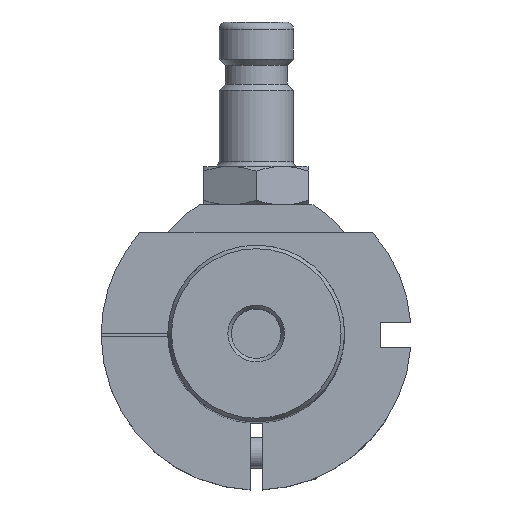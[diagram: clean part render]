
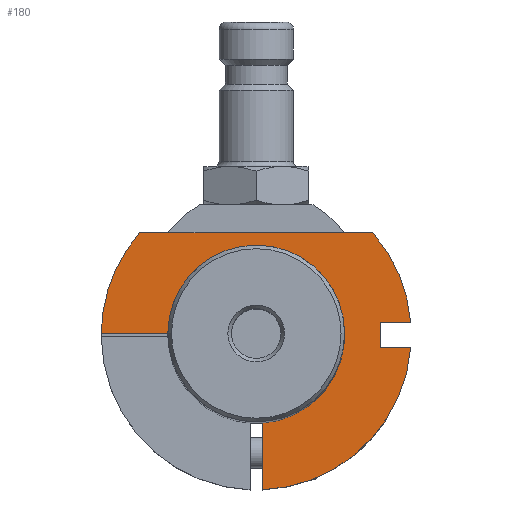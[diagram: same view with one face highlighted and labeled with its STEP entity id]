
A CAD part, top view. The second image highlights one B-rep face of the part: STEP entity #180.
In plain terms, the highlighted planar face has unit normal (0, 0, 1).
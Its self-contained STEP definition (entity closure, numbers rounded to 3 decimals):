
#128=FACE_OUTER_BOUND('',#437,.T.);
#180=ADVANCED_FACE('',(#128),#253,.T.);
#253=PLANE('',#1272);
#297=CIRCLE('',#1244,14.25);
#307=CIRCLE('',#1259,25.);
#314=CIRCLE('',#1269,25.);
#315=CIRCLE('',#1271,25.);
#437=EDGE_LOOP('',(#593,#594,#595,#596,#597,#598,#599,#600,#601,#602));
#593=ORIENTED_EDGE('',*,*,#1008,.T.);
#594=ORIENTED_EDGE('',*,*,#976,.F.);
#595=ORIENTED_EDGE('',*,*,#1009,.F.);
#596=ORIENTED_EDGE('',*,*,#1010,.F.);
#597=ORIENTED_EDGE('',*,*,#1011,.T.);
#598=ORIENTED_EDGE('',*,*,#1012,.F.);
#599=ORIENTED_EDGE('',*,*,#1013,.F.);
#600=ORIENTED_EDGE('',*,*,#1006,.F.);
#601=ORIENTED_EDGE('',*,*,#1014,.T.);
#602=ORIENTED_EDGE('',*,*,#990,.F.);
#869=VERTEX_POINT('',#1796);
#870=VERTEX_POINT('',#1798);
#881=VERTEX_POINT('',#1827);
#882=VERTEX_POINT('',#1829);
#893=VERTEX_POINT('',#1858);
#894=VERTEX_POINT('',#1860);
#895=VERTEX_POINT('',#1865);
#896=VERTEX_POINT('',#1867);
#897=VERTEX_POINT('',#1869);
#898=VERTEX_POINT('',#1871);
#976=EDGE_CURVE('',#869,#870,#297,.T.);
#990=EDGE_CURVE('',#881,#882,#307,.T.);
#1006=EDGE_CURVE('',#893,#894,#314,.T.);
#1008=EDGE_CURVE('',#881,#870,#1136,.T.);
#1009=EDGE_CURVE('',#895,#869,#1137,.T.);
#1010=EDGE_CURVE('',#896,#895,#315,.T.);
#1011=EDGE_CURVE('',#896,#897,#1138,.T.);
#1012=EDGE_CURVE('',#898,#897,#1139,.T.);
#1013=EDGE_CURVE('',#894,#898,#1140,.T.);
#1014=EDGE_CURVE('',#893,#882,#1141,.T.);
#1136=LINE('',#1863,#1195);
#1137=LINE('',#1864,#1196);
#1138=LINE('',#1868,#1197);
#1139=LINE('',#1870,#1198);
#1140=LINE('',#1872,#1199);
#1141=LINE('',#1873,#1200);
#1195=VECTOR('',#1491,1.);
#1196=VECTOR('',#1492,1.);
#1197=VECTOR('',#1495,1.);
#1198=VECTOR('',#1496,1.);
#1199=VECTOR('',#1497,1.);
#1200=VECTOR('',#1498,1.);
#1244=AXIS2_PLACEMENT_3D('',#1797,#1423,#1424);
#1259=AXIS2_PLACEMENT_3D('',#1828,#1457,#1458);
#1269=AXIS2_PLACEMENT_3D('',#1859,#1486,#1487);
#1271=AXIS2_PLACEMENT_3D('',#1866,#1493,#1494);
#1272=AXIS2_PLACEMENT_3D('',#1874,#1499,#1500);
#1423=DIRECTION('',(0.,0.,1.));
#1424=DIRECTION('',(0.,-1.,0.));
#1457=DIRECTION('',(0.,0.,-1.));
#1458=DIRECTION('',(0.,1.,0.));
#1486=DIRECTION('',(0.,0.,-1.));
#1487=DIRECTION('',(0.,1.,0.));
#1491=DIRECTION('',(1.,0.,0.));
#1492=DIRECTION('',(0.,1.,0.));
#1493=DIRECTION('',(0.,0.,-1.));
#1494=DIRECTION('',(0.,1.,0.));
#1495=DIRECTION('',(-1.,0.,0.));
#1496=DIRECTION('',(0.,-1.,0.));
#1497=DIRECTION('',(-1.,0.,0.));
#1498=DIRECTION('',(-1.,0.,0.));
#1499=DIRECTION('',(0.,0.,1.));
#1500=DIRECTION('',(0.,-1.,0.));
#1796=CARTESIAN_POINT('',(1.,-14.215,0.));
#1797=CARTESIAN_POINT('',(0.,0.,0.));
#1798=CARTESIAN_POINT('',(-14.248,0.25,0.));
#1827=CARTESIAN_POINT('',(-24.999,0.25,0.));
#1828=CARTESIAN_POINT('',(0.,0.,
0.));
#1829=CARTESIAN_POINT('',(-18.782,16.5,0.));
#1858=CARTESIAN_POINT('',(18.782,16.5,0.));
#1859=CARTESIAN_POINT('',(0.,0.,
0.));
#1860=CARTESIAN_POINT('',(24.919,2.01,0.));
#1863=CARTESIAN_POINT('',(-25.,0.25,0.));
#1864=CARTESIAN_POINT('',(1.,-39.5,0.));
#1865=CARTESIAN_POINT('',(1.,-24.98,0.));
#1866=CARTESIAN_POINT('',(0.,0.,
0.));
#1867=CARTESIAN_POINT('',(24.919,-2.01,0.));
#1868=CARTESIAN_POINT('',(40.,-2.01,0.));
#1869=CARTESIAN_POINT('',(20.,-2.01,0.));
#1870=CARTESIAN_POINT('',(20.,2.01,0.));
#1871=CARTESIAN_POINT('',(20.,2.01,0.));
#1872=CARTESIAN_POINT('',(40.,2.01,0.));
#1873=CARTESIAN_POINT('',(0.,16.5,0.));
#1874=CARTESIAN_POINT('',(0.,0.,
0.));
